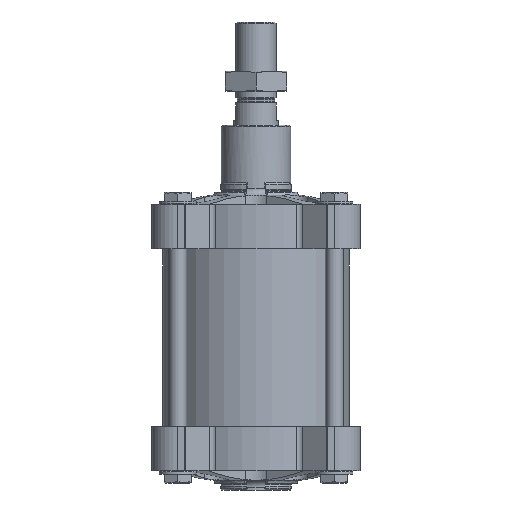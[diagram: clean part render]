
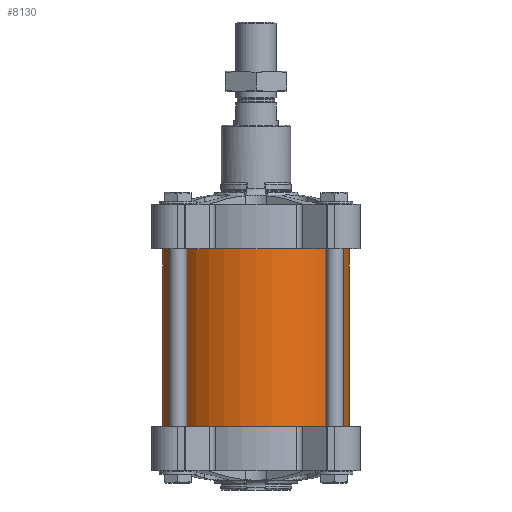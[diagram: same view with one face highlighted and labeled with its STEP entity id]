
A CAD part, front view. The second image highlights one B-rep face of the part: STEP entity #8130.
In plain terms, the highlighted cylindrical face has radius 83.5 mm (diameter 167 mm), a full revolution.
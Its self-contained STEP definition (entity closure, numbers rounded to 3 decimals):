
#381=CYLINDRICAL_SURFACE('',#8964,83.5);
#2440=ORIENTED_EDGE('',*,*,#4475,.F.);
#2441=ORIENTED_EDGE('',*,*,#4360,.T.);
#4360=EDGE_CURVE('',#5456,#5456,#6130,.F.);
#4475=EDGE_CURVE('',#5523,#5523,#6194,.T.);
#5456=VERTEX_POINT('',#13565);
#5523=VERTEX_POINT('',#13824);
#6130=CIRCLE('',#8846,83.5);
#6194=CIRCLE('',#8965,83.5);
#6582=EDGE_LOOP('',(#2440));
#6583=EDGE_LOOP('',(#2441));
#7254=FACE_BOUND('',#6582,.T.);
#7255=FACE_BOUND('',#6583,.T.);
#8130=ADVANCED_FACE('',(#7254,#7255),#381,.T.);
#8846=AXIS2_PLACEMENT_3D('',#13564,#10346,#10347);
#8964=AXIS2_PLACEMENT_3D('',#13822,#10626,#10627);
#8965=AXIS2_PLACEMENT_3D('',#13823,#10628,#10629);
#10346=DIRECTION('',(0.,0.,1.));
#10347=DIRECTION('',(1.,0.,0.));
#10626=DIRECTION('',(0.,0.,-1.));
#10627=DIRECTION('',(-1.,0.,0.));
#10628=DIRECTION('',(0.,0.,-1.));
#10629=DIRECTION('',(-1.,0.,0.));
#13564=CARTESIAN_POINT('',(0.,0.,-50.7));
#13565=CARTESIAN_POINT('',(83.5,0.,-50.7));
#13822=CARTESIAN_POINT('',(0.,0.,-209.3));
#13823=CARTESIAN_POINT('',(0.,0.,-209.3));
#13824=CARTESIAN_POINT('',(-83.5,0.,-209.3));
